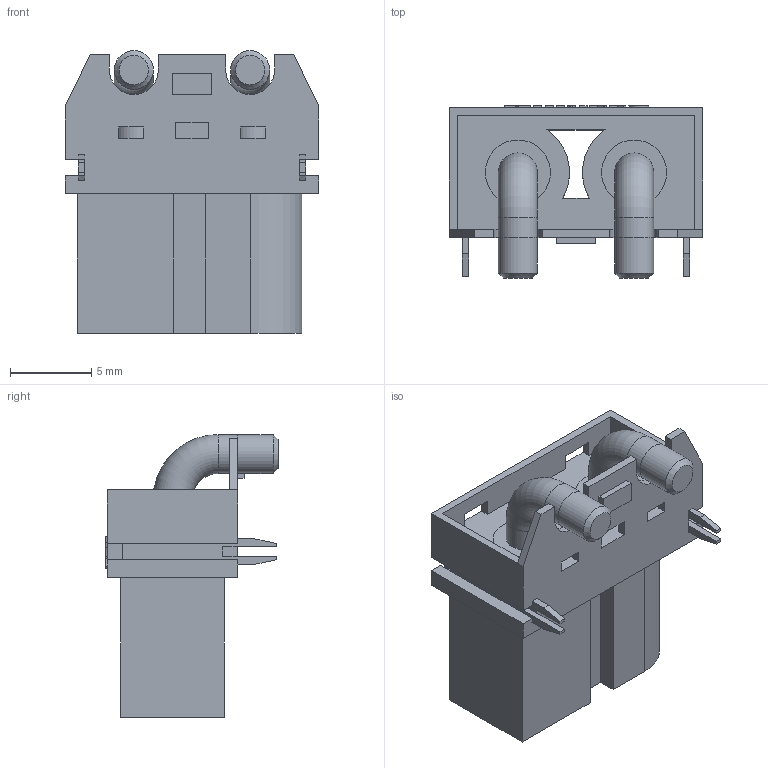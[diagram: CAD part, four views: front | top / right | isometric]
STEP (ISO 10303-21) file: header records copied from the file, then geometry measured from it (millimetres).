
FILE_DESCRIPTION(/* description */ (''),/* implementation_level */ '2;1');
FILE_NAME(/* name */ 'XT60PW-F v7.step',/* time_stamp */ '2018-04-29T16:09:06+09:00',/* author */ ('yggdra'),/* organization */ (''),/* preprocessor_version */ 'ST-DEVELOPER v17',/* originating_system */ 'Autodesk Translation Framework v7.1.0.215',/* authorisation */ '');
FILE_SCHEMA (('AUTOMOTIVE_DESIGN { 1 0 10303 214 3 1 1 }'));
Length unit declared in the file: millimetre
Products named in the file (2): XT60PW-F; Amass文字
Assembly tree (1 placements, depth 2):
  XT60PW-F
    Amass文字
Bounding box: 15.6 x 10.6 x 17.4 mm (x, y, z)
Volume: 987.5 mm3; surface area: 2279.9 mm2
Topology: 21 solids, 21 shells, 248 faces, 616 edges, 410 vertices
Faces by surface type: plane 195, cylinder 28, bspline 19, cone 4, torus 2
Full cylindrical faces by diameter (mm): 1.067 x1, 1.227 x1, 2.4 x6, 3.4 x2, 4 x4
Entity records: 7728 total; most frequent: CARTESIAN_POINT 1794, ORIENTED_EDGE 1228, DIRECTION 1108, EDGE_CURVE 614, LINE 508, VECTOR 508, VERTEX_POINT 410, AXIS2_PLACEMENT_3D 300
